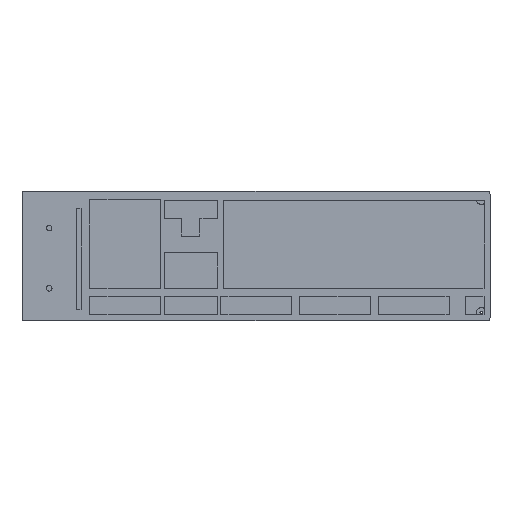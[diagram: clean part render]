
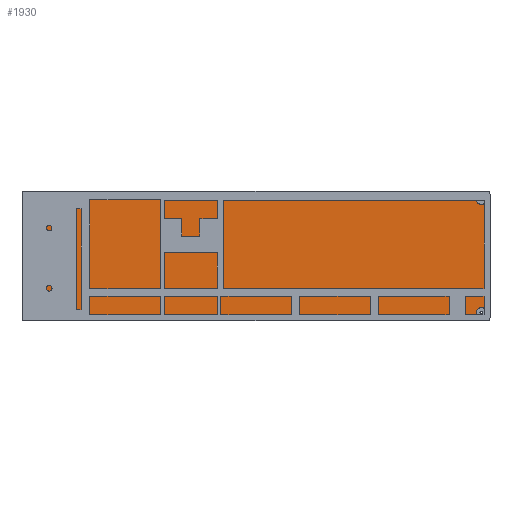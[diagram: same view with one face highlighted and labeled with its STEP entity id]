
A CAD part, top view. The second image highlights one B-rep face of the part: STEP entity #1930.
In plain terms, the highlighted planar face has unit normal (0, 0, 1).
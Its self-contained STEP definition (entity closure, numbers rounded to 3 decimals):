
#67=CIRCLE('',#2053,5.202);
#68=CIRCLE('',#2054,5.202);
#69=CIRCLE('',#2055,5.202);
#70=CIRCLE('',#2056,5.202);
#133=FACE_OUTER_BOUND('',#233,.T.);
#233=EDGE_LOOP('',(#1378,#1379,#1380,#1381,#1382,#1383,#1384,#1385,#1386,
#1387,#1388,#1389));
#351=LINE('',#2686,#587);
#359=LINE('',#2701,#595);
#360=LINE('',#2704,#596);
#368=LINE('',#2719,#604);
#376=LINE('',#2739,#612);
#380=LINE('',#2752,#616);
#391=LINE('',#2778,#627);
#406=LINE('',#2814,#642);
#587=VECTOR('',#2171,10.);
#595=VECTOR('',#2183,10.);
#596=VECTOR('',#2186,10.);
#604=VECTOR('',#2194,10.);
#612=VECTOR('',#2210,10.);
#616=VECTOR('',#2222,10.);
#627=VECTOR('',#2241,10.);
#642=VECTOR('',#2282,10.);
#822=VERTEX_POINT('',#2682);
#824=VERTEX_POINT('',#2685);
#828=VERTEX_POINT('',#2697);
#829=VERTEX_POINT('',#2699);
#830=VERTEX_POINT('',#2703);
#837=VERTEX_POINT('',#2717);
#840=VERTEX_POINT('',#2727);
#845=VERTEX_POINT('',#2737);
#849=VERTEX_POINT('',#2749);
#850=VERTEX_POINT('',#2751);
#860=VERTEX_POINT('',#2775);
#861=VERTEX_POINT('',#2777);
#1005=EDGE_CURVE('',#822,#824,#351,.T.);
#1013=EDGE_CURVE('',#829,#828,#359,.T.);
#1014=EDGE_CURVE('',#830,#828,#360,.T.);
#1022=EDGE_CURVE('',#822,#837,#368,.T.);
#1032=EDGE_CURVE('',#840,#845,#376,.T.);
#1038=EDGE_CURVE('',#850,#849,#380,.T.);
#1051=EDGE_CURVE('',#861,#860,#391,.T.);
#1068=EDGE_CURVE('',#837,#840,#67,.T.);
#1069=EDGE_CURVE('',#845,#861,#68,.T.);
#1070=EDGE_CURVE('',#860,#850,#69,.T.);
#1071=EDGE_CURVE('',#849,#830,#70,.T.);
#1072=EDGE_CURVE('',#829,#824,#406,.T.);
#1378=ORIENTED_EDGE('',*,*,#1022,.T.);
#1379=ORIENTED_EDGE('',*,*,#1068,.T.);
#1380=ORIENTED_EDGE('',*,*,#1032,.T.);
#1381=ORIENTED_EDGE('',*,*,#1069,.T.);
#1382=ORIENTED_EDGE('',*,*,#1051,.T.);
#1383=ORIENTED_EDGE('',*,*,#1070,.T.);
#1384=ORIENTED_EDGE('',*,*,#1038,.T.);
#1385=ORIENTED_EDGE('',*,*,#1071,.T.);
#1386=ORIENTED_EDGE('',*,*,#1014,.T.);
#1387=ORIENTED_EDGE('',*,*,#1013,.F.);
#1388=ORIENTED_EDGE('',*,*,#1072,.T.);
#1389=ORIENTED_EDGE('',*,*,#1005,.F.);
#1850=PLANE('',#2052);
#1930=ADVANCED_FACE('',(#133),#1850,.T.);
#2052=AXIS2_PLACEMENT_3D('',#2809,#2272,#2273);
#2053=AXIS2_PLACEMENT_3D('',#2810,#2274,#2275);
#2054=AXIS2_PLACEMENT_3D('',#2811,#2276,#2277);
#2055=AXIS2_PLACEMENT_3D('',#2812,#2278,#2279);
#2056=AXIS2_PLACEMENT_3D('',#2813,#2280,#2281);
#2171=DIRECTION('',(0.,-1.,0.));
#2183=DIRECTION('',(0.,1.,0.));
#2186=DIRECTION('',(1.,0.,0.));
#2194=DIRECTION('',(1.,0.,0.));
#2210=DIRECTION('',(0.,1.,0.));
#2222=DIRECTION('',(0.,-1.,0.));
#2241=DIRECTION('',(-1.,0.,0.));
#2272=DIRECTION('center_axis',(0.,0.,1.));
#2273=DIRECTION('ref_axis',(1.,0.,0.));
#2274=DIRECTION('center_axis',(0.,0.,-1.));
#2275=DIRECTION('ref_axis',(1.,0.,0.));
#2276=DIRECTION('center_axis',(0.,0.,-1.));
#2277=DIRECTION('ref_axis',(1.,0.,0.));
#2278=DIRECTION('center_axis',(0.,0.,-1.));
#2279=DIRECTION('ref_axis',(1.,0.,0.));
#2280=DIRECTION('center_axis',(0.,0.,-1.));
#2281=DIRECTION('ref_axis',(1.,0.,0.));
#2282=DIRECTION('',(1.,0.,0.));
#2682=CARTESIAN_POINT('',(49.369,-65.998,0.));
#2685=CARTESIAN_POINT('',(49.369,-68.5,0.));
#2686=CARTESIAN_POINT('',(49.369,-22.756,0.));
#2697=CARTESIAN_POINT('',(38.739,-65.998,0.));
#2699=CARTESIAN_POINT('',(38.739,-68.5,0.));
#2701=CARTESIAN_POINT('',(38.739,-105.998,0.));
#2703=CARTESIAN_POINT('',(-242.934,-65.998,0.));
#2704=CARTESIAN_POINT('',(123.5,-65.998,0.));
#2717=CARTESIAN_POINT('',(242.934,-65.998,0.));
#2719=CARTESIAN_POINT('',(123.5,-65.998,0.));
#2727=CARTESIAN_POINT('',(250.,-58.932,0.));
#2737=CARTESIAN_POINT('',(250.,58.932,0.));
#2739=CARTESIAN_POINT('',(250.,31.499,0.));
#2749=CARTESIAN_POINT('',(-250.,-58.932,0.));
#2751=CARTESIAN_POINT('',(-250.,58.932,0.));
#2752=CARTESIAN_POINT('',(-250.,-31.499,0.));
#2775=CARTESIAN_POINT('',(-242.934,65.997,0.));
#2777=CARTESIAN_POINT('',(242.934,65.998,0.));
#2778=CARTESIAN_POINT('',(-123.5,65.998,0.));
#2809=CARTESIAN_POINT('Origin',(0.,0.,0.));
#2810=CARTESIAN_POINT('Origin',(245.443,-61.441,0.));
#2811=CARTESIAN_POINT('Origin',(245.443,61.441,0.));
#2812=CARTESIAN_POINT('Origin',(-245.443,61.441,0.));
#2813=CARTESIAN_POINT('Origin',(-245.443,-61.441,0.));
#2814=CARTESIAN_POINT('',(-252.5,-68.5,0.));
